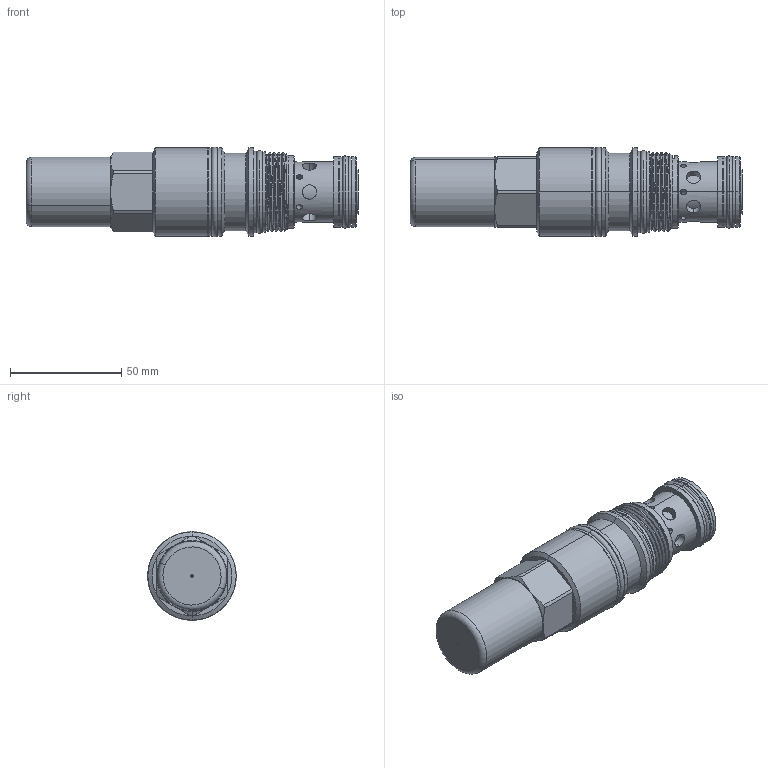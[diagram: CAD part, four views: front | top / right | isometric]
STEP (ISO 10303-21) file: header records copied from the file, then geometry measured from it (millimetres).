
FILE_DESCRIPTION (( 'STEP AP203' ), '1' );
FILE_NAME ('SC17A30-C.STEP', '2020-03-25T02:57:13', ( '' ), ( '' ), 'SwSTEP 2.0', 'SolidWorks 2018', '' );
FILE_SCHEMA (( 'CONFIG_CONTROL_DESIGN' ));
Length unit declared in the file: millimetre
Products named in the file (1): SC17A30-C
Bounding box: 149.3 x 40.39 x 40.39 mm (x, y, z)
Volume: 115878 mm3; surface area: 37006.8 mm2
Topology: 9 solids, 9 shells, 361 faces, 838 edges, 514 vertices
Faces by surface type: cylinder 179, plane 79, cone 55, torus 38, bspline 9, sphere 1
Entity records: 18792 total; most frequent: CARTESIAN_POINT 10727, DIRECTION 1686, ORIENTED_EDGE 1668, EDGE_CURVE 834, AXIS2_PLACEMENT_3D 706, VERTEX_POINT 513, EDGE_LOOP 405, ADVANCED_FACE 361
